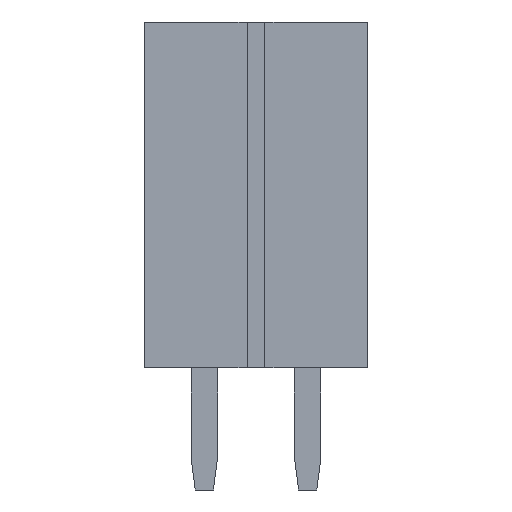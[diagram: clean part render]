
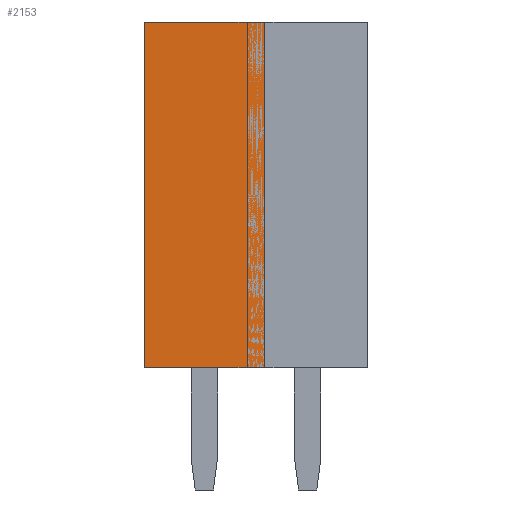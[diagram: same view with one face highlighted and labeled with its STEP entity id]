
A CAD part, front view. The second image highlights one B-rep face of the part: STEP entity #2153.
In plain terms, the highlighted face is planar.
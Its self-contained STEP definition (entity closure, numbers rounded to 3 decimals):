
#231=FACE_OUTER_BOUND('',#346,.T.);
#346=EDGE_LOOP('',(#1942,#1943,#1944,#1945));
#378=LINE('',#2965,#635);
#383=LINE('',#2974,#640);
#578=LINE('',#3449,#835);
#604=LINE('',#3501,#861);
#635=VECTOR('',#2376,10.);
#640=VECTOR('',#2383,10.56);
#835=VECTOR('',#2840,10.56);
#861=VECTOR('',#2890,8.5);
#887=VERTEX_POINT('',#2962);
#888=VERTEX_POINT('',#2964);
#891=VERTEX_POINT('',#2972);
#1040=VERTEX_POINT('',#3448);
#1084=EDGE_CURVE('',#888,#887,#378,.T.);
#1089=EDGE_CURVE('',#887,#891,#383,.T.);
#1328=EDGE_CURVE('',#888,#1040,#578,.T.);
#1354=EDGE_CURVE('',#1040,#891,#604,.T.);
#1942=ORIENTED_EDGE('',*,*,#1084,.T.);
#1943=ORIENTED_EDGE('',*,*,#1089,.T.);
#1944=ORIENTED_EDGE('',*,*,#1354,.F.);
#1945=ORIENTED_EDGE('',*,*,#1328,.F.);
#2043=PLANE('',#2322);
#2153=ADVANCED_FACE('',(#231),#2043,.T.);
#2322=AXIS2_PLACEMENT_3D('',#3500,#2888,#2889);
#2376=DIRECTION('',(0.,-1.,0.));
#2383=DIRECTION('',(1.,0.,0.));
#2840=DIRECTION('',(1.,0.,0.));
#2888=DIRECTION('center_axis',(0.,0.,1.));
#2889=DIRECTION('ref_axis',(1.,0.,0.));
#2890=DIRECTION('',(0.,-1.,0.));
#2962=CARTESIAN_POINT('',(-1.47,-8.5,1.25));
#2964=CARTESIAN_POINT('',(-1.47,0.,1.25));
#2965=CARTESIAN_POINT('',(-1.47,-2.95,1.25));
#2972=CARTESIAN_POINT('',(1.47,-8.5,1.25));
#2974=CARTESIAN_POINT('',(-9.09,-8.5,1.25));
#3448=CARTESIAN_POINT('',(1.47,0.,1.25));
#3449=CARTESIAN_POINT('',(-9.09,0.,1.25));
#3500=CARTESIAN_POINT('Origin',(-1.27,0.,1.25));
#3501=CARTESIAN_POINT('',(1.47,0.,1.25));
